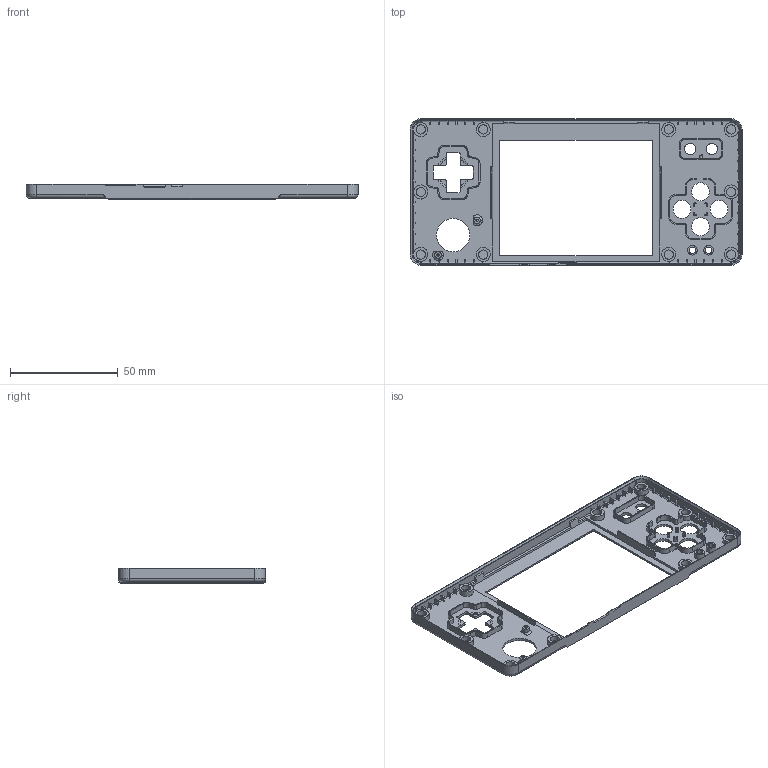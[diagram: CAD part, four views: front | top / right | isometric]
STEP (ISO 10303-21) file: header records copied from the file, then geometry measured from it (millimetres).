
FILE_DESCRIPTION(/* description */ (''),/* implementation_level */ '2;1');
FILE_NAME(/* name */ 'top.stp',/* time_stamp */ '2019-10-17T15:10:35+01:00',/* author */ ('jon'),/* organization */ (''),/* preprocessor_version */ 'ST-DEVELOPER v17',/* originating_system */ 'Autodesk Inventor 2019',/* authorisation */ '');
FILE_SCHEMA (('AUTOMOTIVE_DESIGN { 1 0 10303 214 3 1 1 }'));
Length unit declared in the file: millimetre
Products named in the file (1): base
Bounding box: 154 x 68 x 7.2 mm (x, y, z)
Volume: 10532.1 mm3; surface area: 20434.2 mm2
Topology: 1 solids, 1 shells, 699 faces, 2177 edges, 1657 vertices
Faces by surface type: plane 456, cylinder 212, torus 20, cone 10, sphere 1
Full cylindrical faces by diameter (mm): 1.1 x2, 3 x2, 3.35 x2, 4.25 x10, 4.5 x2, 5.2 x2, 8.3 x4, 15.5 x1
Entity records: 23978 total; most frequent: CARTESIAN_POINT 4562, ORIENTED_EDGE 4018, DIRECTION 3992, EDGE_CURVE 2009, LINE 1476, VECTOR 1476, VERTEX_POINT 1338, AXIS2_PLACEMENT_3D 1258
